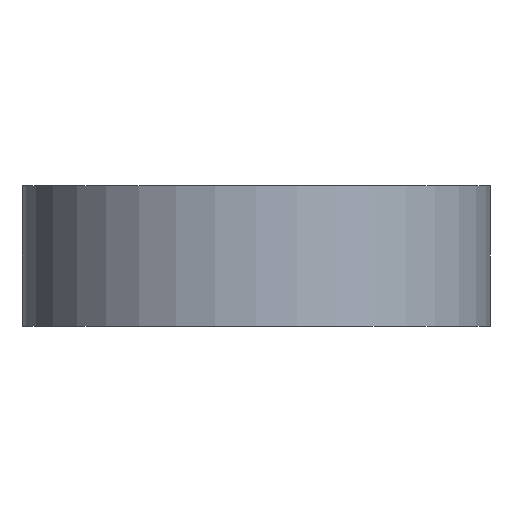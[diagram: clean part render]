
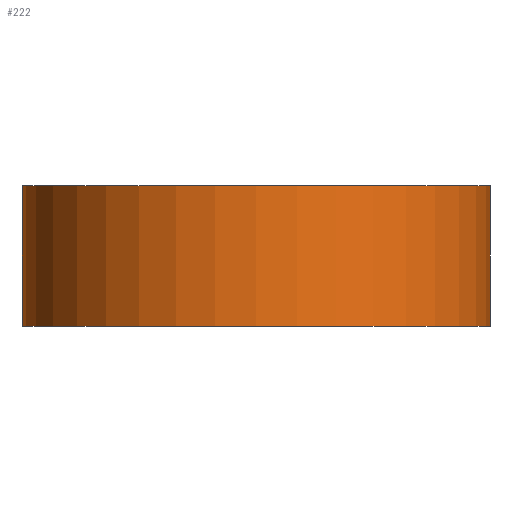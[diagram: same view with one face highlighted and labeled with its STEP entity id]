
A CAD part, front view. The second image highlights one B-rep face of the part: STEP entity #222.
In plain terms, the highlighted cylindrical face has radius 5 mm (diameter 10 mm), a partial arc.
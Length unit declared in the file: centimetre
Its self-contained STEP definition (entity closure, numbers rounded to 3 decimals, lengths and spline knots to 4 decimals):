
#111=VECTOR('',#254,1.);
#113=VECTOR('',#260,1.);
#119=LINE('',#292,#111);
#121=LINE('',#298,#113);
#128=VERTEX_POINT('',#291);
#129=VERTEX_POINT('',#293);
#130=VERTEX_POINT('',#297);
#131=VERTEX_POINT('',#299);
#138=CIRCLE('',#233,0.5);
#139=CIRCLE('',#234,0.5);
#149=EDGE_CURVE('',#129,#128,#119,.T.);
#151=EDGE_CURVE('',#128,#130,#138,.T.);
#152=EDGE_CURVE('',#131,#130,#121,.T.);
#153=EDGE_CURVE('',#131,#129,#139,.T.);
#168=ORIENTED_EDGE('',*,*,#151,.T.);
#169=ORIENTED_EDGE('',*,*,#152,.F.);
#170=ORIENTED_EDGE('',*,*,#153,.T.);
#171=ORIENTED_EDGE('',*,*,#149,.T.);
#194=EDGE_LOOP('',(#168,#169,#170,#171));
#208=FACE_BOUND('',#194,.T.);
#222=ADVANCED_FACE('',(#208),#317,.T.);
#232=AXIS2_PLACEMENT_3D('',#295,#256,#257);
#233=AXIS2_PLACEMENT_3D('',#296,#258,#259);
#234=AXIS2_PLACEMENT_3D('',#300,#261,#262);
#254=DIRECTION('',(0.,0.,1.));
#256=DIRECTION('',(0.,0.,1.));
#257=DIRECTION('',(0.5,0.,0.));
#258=DIRECTION('',(0.,0.,-1.));
#259=DIRECTION('',(0.5,0.,0.));
#260=DIRECTION('',(0.,0.,1.));
#261=DIRECTION('',(0.,0.,1.));
#262=DIRECTION('',(0.5,0.,0.));
#291=CARTESIAN_POINT('',(0.5,-1.275,0.3));
#292=CARTESIAN_POINT('',(0.5,-1.275,0.));
#293=CARTESIAN_POINT('',(0.5,-1.275,0.));
#295=CARTESIAN_POINT('',(0.,-1.275,0.));
#296=CARTESIAN_POINT('',(0.,-1.275,0.3));
#297=CARTESIAN_POINT('',(-0.5,-1.275,0.3));
#298=CARTESIAN_POINT('',(-0.5,-1.275,0.));
#299=CARTESIAN_POINT('',(-0.5,-1.275,0.));
#300=CARTESIAN_POINT('',(0.,-1.275,0.));
#317=CYLINDRICAL_SURFACE('',#232,0.5);
